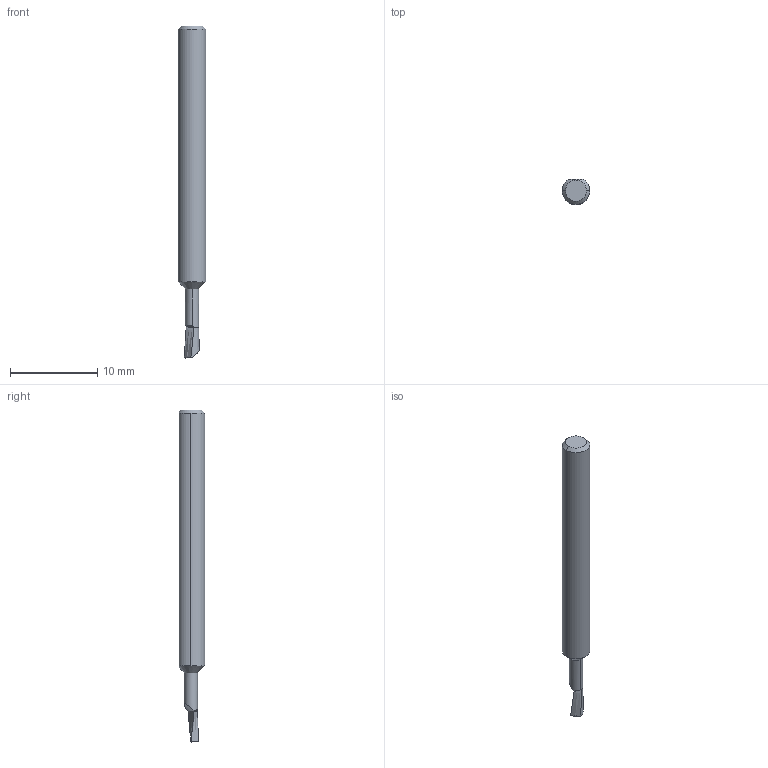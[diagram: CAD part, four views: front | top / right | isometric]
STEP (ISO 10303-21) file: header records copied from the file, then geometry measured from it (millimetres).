
FILE_DESCRIPTION (( 'STEP AP214' ), '1' );
FILE_NAME ('Micro_HBBC-070312-004.STEP', '2021-09-03T22:01:55', ( '' ), ( '' ), 'SwSTEP 2.0', 'SolidWorks 2020', '' );
FILE_SCHEMA (( 'AUTOMOTIVE_DESIGN' ));
Length unit declared in the file: inch
Products named in the file (1): Micro_HBBC-070312-004
Bounding box: 3.17 x 2.92 x 38.1 mm (x, y, z)
Volume: 237.1 mm3; surface area: 339.5 mm2
Topology: 1 solids, 1 shells, 21 faces, 49 edges, 30 vertices
Faces by surface type: cylinder 6, cone 6, plane 6, bspline 3
Entity records: 1096 total; most frequent: CARTESIAN_POINT 630, ORIENTED_EDGE 98, DIRECTION 78, EDGE_CURVE 49, AXIS2_PLACEMENT_3D 33, VERTEX_POINT 30, EDGE_LOOP 21, FACE_OUTER_BOUND 21
